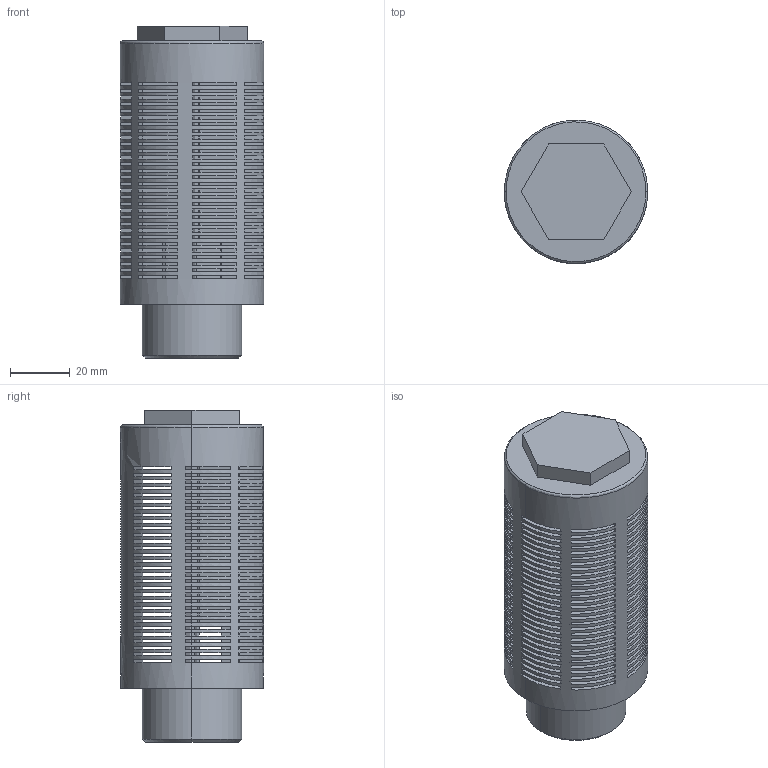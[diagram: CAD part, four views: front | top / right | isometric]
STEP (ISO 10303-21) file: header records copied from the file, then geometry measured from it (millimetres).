
FILE_DESCRIPTION(( 'MV.11PN00.01.stp' ), '1');
FILE_NAME( 'MV.11PN00.01.stp', '2019-06-19T17:28:20',( 'Sopra'),('sopra-pneumatic.com'), 'SwSTEP 2.0','SolidWorks 2009','' );
FILE_SCHEMA (('CONFIG_CONTROL_DESIGN'));
Length unit declared in the file: millimetre
Products named in the file (1): Document
Bounding box: 48 x 47.96 x 111.27 mm (x, y, z)
Volume: 122989.8 mm3; surface area: 106247.9 mm2
Topology: 2 solids, 2 shells, 994 faces, 3140 edges, 2092 vertices
Faces by surface type: plane 984, bspline 10
Entity records: 30594 total; most frequent: CARTESIAN_POINT 10078, ORIENTED_EDGE 6280, EDGE_CURVE 3140, B_SPLINE_CURVE_WITH_KNOTS 2648, VERTEX_POINT 2092, EDGE_LOOP 1158, ADVANCED_FACE 994, FACE_OUTER_BOUND 994
